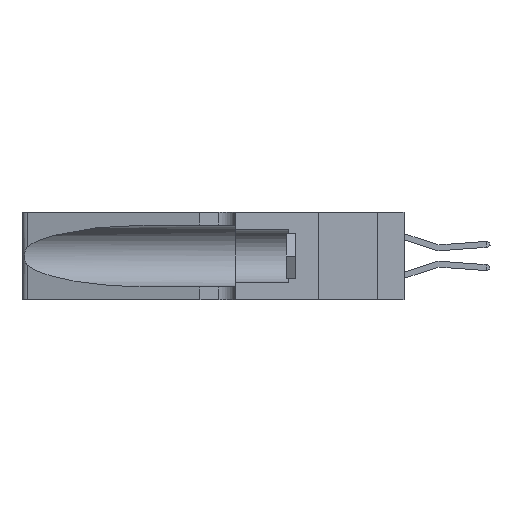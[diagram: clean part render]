
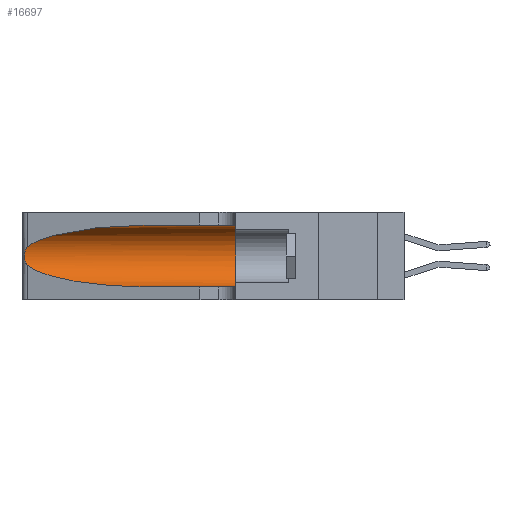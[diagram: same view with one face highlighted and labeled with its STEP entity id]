
A CAD part, left-side view. The second image highlights one B-rep face of the part: STEP entity #16697.
In plain terms, the highlighted cylindrical face has radius 3.308 mm (diameter 6.617 mm), a partial arc.
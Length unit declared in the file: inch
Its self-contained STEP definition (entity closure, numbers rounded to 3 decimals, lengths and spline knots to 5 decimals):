
#1097 = DIRECTION ( 'NONE',  ( 0., -1., 0. ) ) ;
#1282 = EDGE_CURVE ( 'NONE', #25935, #9053, #8770, .T. ) ;
#1627 = EDGE_CURVE ( 'NONE', #18923, #4524, #5825, .T. ) ;
#2391 = CARTESIAN_POINT ( 'NONE',  ( 0.25555, 1.22993, 0.14849 ) ) ;
#3054 = EDGE_CURVE ( 'NONE', #9053, #15693, #24751, .T. ) ;
#3916 = EDGE_LOOP ( 'NONE', ( #19270, #8798, #25740, #12188, #6443, #24948 ) ) ;
#4439 = EDGE_CURVE ( 'NONE', #26561, #18923, #35469, .T. ) ;
#4524 = VERTEX_POINT ( 'NONE', #23486 ) ;
#4857 = CARTESIAN_POINT ( 'NONE',  ( 0.2373, 1.15595, 0.08982 ) ) ;
#5686 = CARTESIAN_POINT ( 'NONE',  ( 0.26018, 1.23835, 0.19895 ) ) ;
#5825 = CIRCLE ( 'NONE', #20326, 0.13025 ) ;
#6401 = CARTESIAN_POINT ( 'NONE',  ( 0.25487, 1.22718, 0.14631 ) ) ;
#6443 = ORIENTED_EDGE ( 'NONE', *, *, #1627, .F. ) ;
#6669 = DIRECTION ( 'NONE',  ( 0., -1., 0. ) ) ;
#7846 = CARTESIAN_POINT ( 'NONE',  ( 0.1305, 0.35, 0.185 ) ) ;
#7920 = CARTESIAN_POINT ( 'NONE',  ( 0.18966, 0.96281, 0.05475 ) ) ;
#8120 = CARTESIAN_POINT ( 'NONE',  ( 0.25639, 1.23186, 0.15144 ) ) ;
#8371 = CARTESIAN_POINT ( 'NONE',  ( 0.25555, 1.22994, 0.2215 ) ) ;
#8770 = B_SPLINE_CURVE_WITH_KNOTS ( 'NONE', 3,
 ( #37768, #8371, #17374, #20196, #26094, #5686, #29165, #11610, #32138, #16858, #19814, #8120, #2391, #22893 ),
 .UNSPECIFIED., .F., .F.,
 ( 4, 2, 2, 2, 2, 2, 4 ),
 ( 0., 0.00027, 0.00053, 0.00107, 0.0016, 0.00187, 0.00214 ),
 .UNSPECIFIED. ) ;
#8798 = ORIENTED_EDGE ( 'NONE', *, *, #1282, .T. ) ;
#9037 = VECTOR ( 'NONE', #1097, 39.37008 ) ;
#9053 = VERTEX_POINT ( 'NONE', #6401 ) ;
#11610 = CARTESIAN_POINT ( 'NONE',  ( 0.26075, 1.23896, 0.178 ) ) ;
#12188 = ORIENTED_EDGE ( 'NONE', *, *, #23409, .T. ) ;
#12764 = CARTESIAN_POINT ( 'NONE',  ( 0.18966, 0.96281, 0.31525 ) ) ;
#14998 = CARTESIAN_POINT ( 'NONE',  ( 0.1305, 0.72297, 0.05475 ) ) ;
#15385 = EDGE_CURVE ( 'NONE', #26561, #25935, #21939, .T. ) ;
#15470 = CARTESIAN_POINT ( 'NONE',  ( 0.2373, 1.15595, 0.28018 ) ) ;
#15693 = VERTEX_POINT ( 'NONE', #14998 ) ;
#16697 = ADVANCED_FACE ( 'NONE', ( #33643 ), #18461, .F. ) ;
#16858 = CARTESIAN_POINT ( 'NONE',  ( 0.25856, 1.23593, 0.16098 ) ) ;
#17374 = CARTESIAN_POINT ( 'NONE',  ( 0.25639, 1.23184, 0.21858 ) ) ;
#17634 = DIRECTION ( 'NONE',  ( 0., 0., -1. ) ) ;
#17905 = CARTESIAN_POINT ( 'NONE',  ( 0.1305, 0.72297, 0.31525 ) ) ;
#18461 = CYLINDRICAL_SURFACE ( 'NONE', #32338, 0.13025 ) ;
#18923 = VERTEX_POINT ( 'NONE', #22405 ) ;
#19270 = ORIENTED_EDGE ( 'NONE', *, *, #15385, .T. ) ;
#19814 = CARTESIAN_POINT ( 'NONE',  ( 0.25789, 1.23486, 0.15765 ) ) ;
#20196 = CARTESIAN_POINT ( 'NONE',  ( 0.25787, 1.23484, 0.2124 ) ) ;
#20326 = AXIS2_PLACEMENT_3D ( 'NONE', #7846, #33117, #28353 ) ;
#21939 =( BOUNDED_CURVE ( )  B_SPLINE_CURVE ( 3, ( #26970, #12764, #15470, #35726 ),
 .UNSPECIFIED., .F., .T. ) 
 B_SPLINE_CURVE_WITH_KNOTS ( ( 4, 4 ),
 ( 1.5708, 2.84003 ),
 .UNSPECIFIED. ) 
 CURVE ( )  GEOMETRIC_REPRESENTATION_ITEM ( )  RATIONAL_B_SPLINE_CURVE ( ( 1., 0.87, 0.87, 1. ) ) 
 REPRESENTATION_ITEM ( '' )  );
#22405 = CARTESIAN_POINT ( 'NONE',  ( 0.1305, 0.35, 0.31525 ) ) ;
#22893 = CARTESIAN_POINT ( 'NONE',  ( 0.25487, 1.22718, 0.14631 ) ) ;
#23409 = EDGE_CURVE ( 'NONE', #15693, #4524, #29228, .T. ) ;
#23486 = CARTESIAN_POINT ( 'NONE',  ( 0.1305, 0.35, 0.05475 ) ) ;
#23733 = CARTESIAN_POINT ( 'NONE',  ( 0.25487, 1.22718, 0.22369 ) ) ;
#23776 = CARTESIAN_POINT ( 'NONE',  ( 0.1305, 1.61858, 0.185 ) ) ;
#24751 =( BOUNDED_CURVE ( )  B_SPLINE_CURVE ( 3, ( #31523, #4857, #7920, #25379 ),
 .UNSPECIFIED., .F., .T. ) 
 B_SPLINE_CURVE_WITH_KNOTS ( ( 4, 4 ),
 ( 3.44316, 4.71239 ),
 .UNSPECIFIED. ) 
 CURVE ( )  GEOMETRIC_REPRESENTATION_ITEM ( )  RATIONAL_B_SPLINE_CURVE ( ( 1., 0.87, 0.87, 1. ) ) 
 REPRESENTATION_ITEM ( '' )  );
#24948 = ORIENTED_EDGE ( 'NONE', *, *, #4439, .F. ) ;
#25379 = CARTESIAN_POINT ( 'NONE',  ( 0.1305, 0.72297, 0.05475 ) ) ;
#25740 = ORIENTED_EDGE ( 'NONE', *, *, #3054, .T. ) ;
#25790 = VECTOR ( 'NONE', #25937, 39.37008 ) ;
#25935 = VERTEX_POINT ( 'NONE', #23733 ) ;
#25937 = DIRECTION ( 'NONE',  ( 0., -1., 0. ) ) ;
#26094 = CARTESIAN_POINT ( 'NONE',  ( 0.25854, 1.2359, 0.20912 ) ) ;
#26561 = VERTEX_POINT ( 'NONE', #17905 ) ;
#26970 = CARTESIAN_POINT ( 'NONE',  ( 0.1305, 0.72297, 0.31525 ) ) ;
#28353 = DIRECTION ( 'NONE',  ( 0., 0., 1. ) ) ;
#29165 = CARTESIAN_POINT ( 'NONE',  ( 0.26075, 1.23896, 0.19203 ) ) ;
#29228 = LINE ( 'NONE', #29947, #9037 ) ;
#29260 = CARTESIAN_POINT ( 'NONE',  ( 0.1305, 1.61858, 0.31525 ) ) ;
#29947 = CARTESIAN_POINT ( 'NONE',  ( 0.1305, 1.61858, 0.05475 ) ) ;
#31523 = CARTESIAN_POINT ( 'NONE',  ( 0.25487, 1.22718, 0.14631 ) ) ;
#32138 = CARTESIAN_POINT ( 'NONE',  ( 0.26017, 1.23833, 0.17102 ) ) ;
#32338 = AXIS2_PLACEMENT_3D ( 'NONE', #23776, #6669, #17634 ) ;
#33117 = DIRECTION ( 'NONE',  ( 0., 1., 0. ) ) ;
#33643 = FACE_OUTER_BOUND ( 'NONE', #3916, .T. ) ;
#35469 = LINE ( 'NONE', #29260, #25790 ) ;
#35726 = CARTESIAN_POINT ( 'NONE',  ( 0.25487, 1.22718, 0.22369 ) ) ;
#37768 = CARTESIAN_POINT ( 'NONE',  ( 0.25487, 1.22718, 0.22369 ) ) ;
